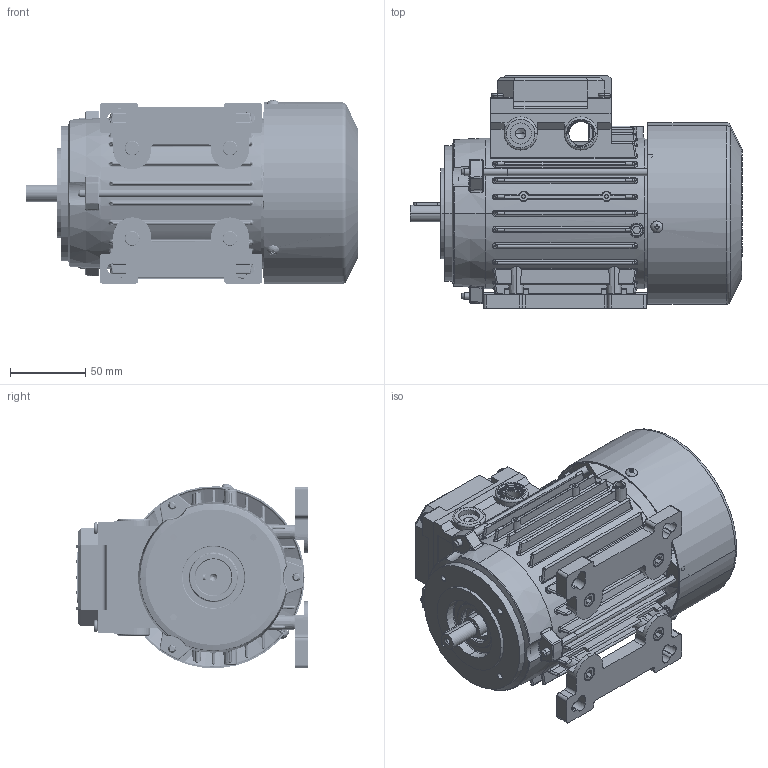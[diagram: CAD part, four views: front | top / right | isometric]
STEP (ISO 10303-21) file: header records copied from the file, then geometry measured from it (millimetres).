
FILE_DESCRIPTION (( 'STEP AP214' ), '1' );
FILE_NAME ('0UQR.STEP', '2024-04-23T21:25:10', ( '' ), ( '' ), 'SwSTEP 2.0', 'SolidWorks 2021', '' );
FILE_SCHEMA (( 'AUTOMOTIVE_DESIGN' ));
Length unit declared in the file: inch
Products named in the file (1): 0UQR
Bounding box: 220.5 x 154.5 x 122.35 mm (x, y, z)
Volume: 521149.7 mm3; surface area: 322376.4 mm2
Topology: 26 solids, 26 shells, 3576 faces, 9773 edges, 6228 vertices
Faces by surface type: cylinder 1324, plane 1148, torus 412, bspline 313, cone 295, sphere 84
Entity records: 144656 total; most frequent: CARTESIAN_POINT 59387, ORIENTED_EDGE 19234, DIRECTION 16313, EDGE_CURVE 9617, AXIS2_PLACEMENT_3D 6260, VERTEX_POINT 6175, EDGE_LOOP 3828, LINE 3793
